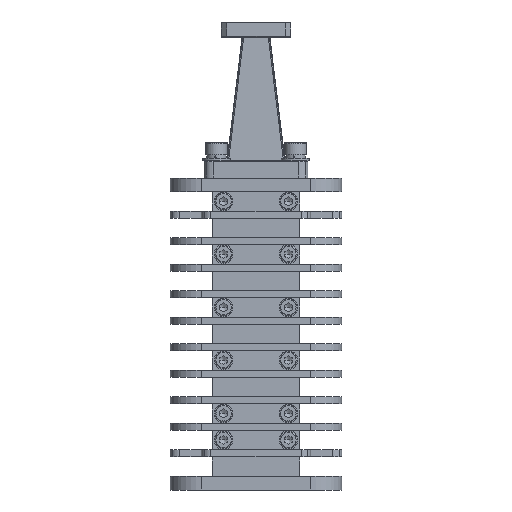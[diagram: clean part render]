
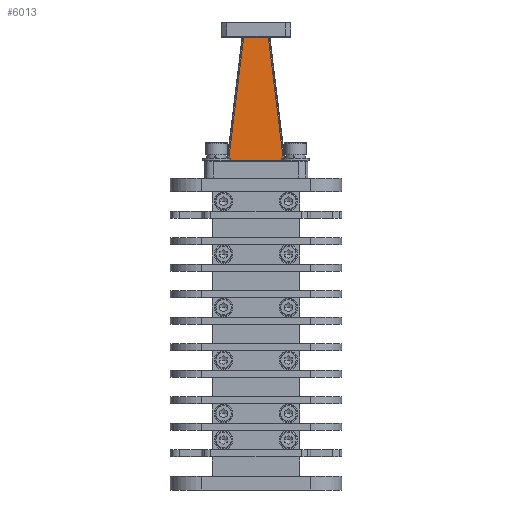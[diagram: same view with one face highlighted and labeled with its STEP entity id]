
A CAD part, left-side view. The second image highlights one B-rep face of the part: STEP entity #6013.
In plain terms, the highlighted planar face has unit normal (-0.998, 0, 0.061).
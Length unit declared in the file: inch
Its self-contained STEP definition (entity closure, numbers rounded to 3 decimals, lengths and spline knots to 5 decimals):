
#471 = DIRECTION ( 'NONE',  ( 0.06, -0.121, 0.991 ) ) ;
#522 = CARTESIAN_POINT ( 'NONE',  ( -4.28029, 0.37063, 4.43891 ) ) ;
#1247 = CARTESIAN_POINT ( 'NONE',  ( -4.37535, 0.41425, 2.87573 ) ) ;
#1405 = ORIENTED_EDGE ( 'NONE', *, *, #13775, .F. ) ;
#1781 = VERTEX_POINT ( 'NONE', #4037 ) ;
#2399 = CARTESIAN_POINT ( 'NONE',  ( -4.38463, 1.1251, 2.72307 ) ) ;
#3186 = ORIENTED_EDGE ( 'NONE', *, *, #8376, .F. ) ;
#3610 = VECTOR ( 'NONE', #22144, 39.37008 ) ;
#3705 = FACE_OUTER_BOUND ( 'NONE', #18005, .T. ) ;
#4030 = EDGE_CURVE ( 'NONE', #15081, #5873, #8649, .T. ) ;
#4037 = CARTESIAN_POINT ( 'NONE',  ( -4.28029, 0.60437, 4.43891 ) ) ;
#4430 = CARTESIAN_POINT ( 'NONE',  ( -4.38661, 0.39173, 2.69051 ) ) ;
#4480 = LINE ( 'NONE', #522, #12850 ) ;
#5183 = CARTESIAN_POINT ( 'NONE',  ( -4.38732, 0.37063, 2.67888 ) ) ;
#5873 = VERTEX_POINT ( 'NONE', #14950 ) ;
#6013 = ADVANCED_FACE ( 'NONE', ( #3705 ), #6785, .F. ) ;
#6785 = PLANE ( 'NONE',  #12686 ) ;
#7440 = ORIENTED_EDGE ( 'NONE', *, *, #4030, .F. ) ;
#8376 = EDGE_CURVE ( 'NONE', #1781, #15081, #16818, .T. ) ;
#8649 = LINE ( 'NONE', #17496, #19107 ) ;
#10632 = CARTESIAN_POINT ( 'NONE',  ( -4.28029, 0.91641, 4.43891 ) ) ;
#11780 = VECTOR ( 'NONE', #471, 39.37008 ) ;
#11807 = EDGE_CURVE ( 'NONE', #21354, #1781, #4480, .T. ) ;
#12686 = AXIS2_PLACEMENT_3D ( 'NONE', #5183, #17337, #13811 ) ;
#12844 = ORIENTED_EDGE ( 'NONE', *, *, #11807, .F. ) ;
#12850 = VECTOR ( 'NONE', #19700, 39.37008 ) ;
#13775 = EDGE_CURVE ( 'NONE', #5873, #21354, #16358, .T. ) ;
#13811 = DIRECTION ( 'NONE',  ( 0., -1., 0. ) ) ;
#13849 = DIRECTION ( 'NONE',  ( 0., 1., 0. ) ) ;
#14950 = CARTESIAN_POINT ( 'NONE',  ( -4.37535, 1.10653, 2.87573 ) ) ;
#15081 = VERTEX_POINT ( 'NONE', #1247 ) ;
#16358 = LINE ( 'NONE', #2399, #11780 ) ;
#16818 = LINE ( 'NONE', #4430, #3610 ) ;
#17337 = DIRECTION ( 'NONE',  ( 0.998, 0., -0.061 ) ) ;
#17496 = CARTESIAN_POINT ( 'NONE',  ( -4.37535, 0.56551, 2.87573 ) ) ;
#18005 = EDGE_LOOP ( 'NONE', ( #12844, #1405, #7440, #3186 ) ) ;
#19107 = VECTOR ( 'NONE', #13849, 39.37008 ) ;
#19700 = DIRECTION ( 'NONE',  ( 0., -1., 0. ) ) ;
#21354 = VERTEX_POINT ( 'NONE', #10632 ) ;
#22144 = DIRECTION ( 'NONE',  ( -0.06, -0.121, -0.991 ) ) ;
